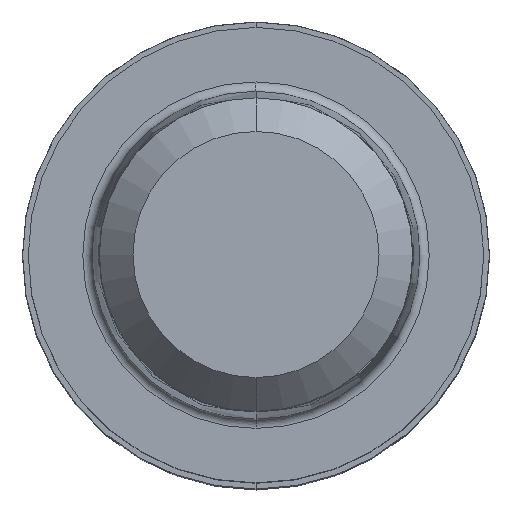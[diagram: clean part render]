
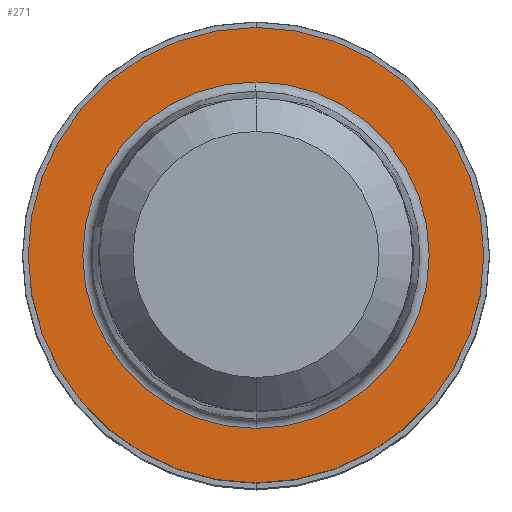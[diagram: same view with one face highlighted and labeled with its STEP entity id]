
A CAD part, top view. The second image highlights one B-rep face of the part: STEP entity #271.
In plain terms, the highlighted planar face has unit normal (0, 0, 1).
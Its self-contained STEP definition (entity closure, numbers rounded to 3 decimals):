
#211=VERTEX_POINT('',#536);
#225=VERTEX_POINT('',#551);
#237=EDGE_CURVE('',#337,#409,#564,.T.);
#271=ADVANCED_FACE('',(#604,#605),#606,.T.);
#275=EDGE_CURVE('',#409,#337,#610,.T.);
#337=VERTEX_POINT('',#682);
#343=EDGE_CURVE('',#211,#225,#689,.T.);
#369=EDGE_CURVE('',#225,#211,#718,.T.);
#409=VERTEX_POINT('',#760);
#536=CARTESIAN_POINT('',(0.,-4.45,0.01));
#551=CARTESIAN_POINT('',(0.0,4.45,0.01));
#564=CIRCLE('',#929,5.85);
#604=FACE_OUTER_BOUND('',#983,.T.);
#605=FACE_BOUND('',#984,.T.);
#606=PLANE('',#985);
#610=CIRCLE('',#991,5.85);
#682=CARTESIAN_POINT('',(0.0,5.85,0.01));
#689=CIRCLE('',#1087,4.45);
#718=CIRCLE('',#1124,4.45);
#760=CARTESIAN_POINT('',(0.,-5.85,0.01));
#929=AXIS2_PLACEMENT_3D('',#1362,#1363,#1364);
#983=EDGE_LOOP('',(#1423,#1424));
#984=EDGE_LOOP('',(#1425,#1426));
#985=AXIS2_PLACEMENT_3D('',#1427,#1428,#1429);
#991=AXIS2_PLACEMENT_3D('',#1433,#1434,#1435);
#1087=AXIS2_PLACEMENT_3D('',#1542,#1543,#1544);
#1124=AXIS2_PLACEMENT_3D('',#1580,#1581,#1582);
#1362=CARTESIAN_POINT('',(0.0,0.0,0.01));
#1363=DIRECTION('',(0.0,0.0,-1.0));
#1364=DIRECTION('',(0.0,1.0,0.0));
#1423=ORIENTED_EDGE('',*,*,#237,.F.);
#1424=ORIENTED_EDGE('',*,*,#275,.F.);
#1425=ORIENTED_EDGE('',*,*,#369,.T.);
#1426=ORIENTED_EDGE('',*,*,#343,.T.);
#1427=CARTESIAN_POINT('',(0.0,2.925,0.01));
#1428=DIRECTION('',(-0.0,0.0,1.0));
#1429=DIRECTION('',(0.0,-1.0,0.0));
#1433=CARTESIAN_POINT('',(0.0,0.0,0.01));
#1434=DIRECTION('',(0.0,0.0,-1.0));
#1435=DIRECTION('',(0.0,1.0,0.0));
#1542=CARTESIAN_POINT('',(0.0,0.0,0.01));
#1543=DIRECTION('',(0.0,0.0,-1.0));
#1544=DIRECTION('',(0.0,1.0,0.0));
#1580=CARTESIAN_POINT('',(0.0,0.0,0.01));
#1581=DIRECTION('',(0.0,0.0,-1.0));
#1582=DIRECTION('',(0.0,1.0,0.0));
